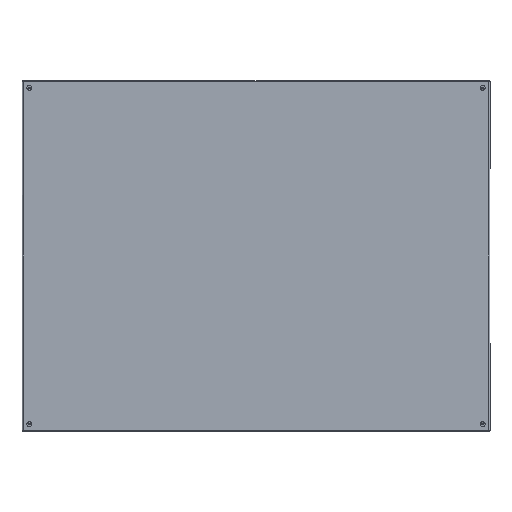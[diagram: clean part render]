
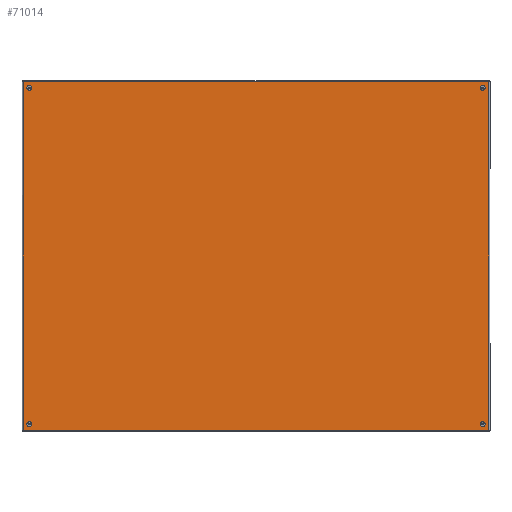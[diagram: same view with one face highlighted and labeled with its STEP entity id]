
A CAD part, left-side view. The second image highlights one B-rep face of the part: STEP entity #71014.
In plain terms, the highlighted face is planar.
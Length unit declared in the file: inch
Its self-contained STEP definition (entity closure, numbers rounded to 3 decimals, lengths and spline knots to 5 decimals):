
#923 = EDGE_CURVE ( 'NONE', #101591, #89390, #7361, .T. ) ;
#1756 = CARTESIAN_POINT ( 'NONE',  ( 17.892, 0., 23.892 ) ) ;
#4894 = CARTESIAN_POINT ( 'NONE',  ( 17.25, 0., -23.5 ) ) ;
#7211 = CARTESIAN_POINT ( 'NONE',  ( 17.25, 0., -23. ) ) ;
#7361 = CIRCLE ( 'NONE', #15404, 0.25 ) ;
#8318 = DIRECTION ( 'NONE',  ( -1., 0., 0. ) ) ;
#8398 = PLANE ( 'NONE',  #47753 ) ;
#9125 = EDGE_CURVE ( 'NONE', #84748, #55956, #89164, .T. ) ;
#15404 = AXIS2_PLACEMENT_3D ( 'NONE', #33857, #98747, #53642 ) ;
#16549 = DIRECTION ( 'NONE',  ( 0., 0., 1. ) ) ;
#17125 = EDGE_CURVE ( 'NONE', #20939, #115600, #64885, .T. ) ;
#17353 = CARTESIAN_POINT ( 'NONE',  ( 0., 0., 0. ) ) ;
#17445 = CARTESIAN_POINT ( 'NONE',  ( 17.25, 0., -23.25 ) ) ;
#17666 = EDGE_LOOP ( 'NONE', ( #113493, #61182, #97878, #34372 ) ) ;
#20171 = CARTESIAN_POINT ( 'NONE',  ( -17.25, 0., 23. ) ) ;
#20724 = LINE ( 'NONE', #84093, #54012 ) ;
#20939 = VERTEX_POINT ( 'NONE', #28931 ) ;
#21412 = ORIENTED_EDGE ( 'NONE', *, *, #94171, .T. ) ;
#21419 = FACE_BOUND ( 'NONE', #87054, .T. ) ;
#22054 = EDGE_LOOP ( 'NONE', ( #93257, #70936 ) ) ;
#22799 = FACE_BOUND ( 'NONE', #101647, .T. ) ;
#24329 = FACE_OUTER_BOUND ( 'NONE', #17666, .T. ) ;
#24662 = ORIENTED_EDGE ( 'NONE', *, *, #9125, .T. ) ;
#24742 = VERTEX_POINT ( 'NONE', #46417 ) ;
#25727 = ORIENTED_EDGE ( 'NONE', *, *, #97956, .T. ) ;
#27217 = CARTESIAN_POINT ( 'NONE',  ( -17.892, 0., 0. ) ) ;
#28742 = AXIS2_PLACEMENT_3D ( 'NONE', #42454, #42857, #16549 ) ;
#28931 = CARTESIAN_POINT ( 'NONE',  ( -17.892, 0., 23.892 ) ) ;
#29514 = EDGE_CURVE ( 'NONE', #46563, #95601, #20724, .T. ) ;
#30974 = CARTESIAN_POINT ( 'NONE',  ( 17.25, 0., 23.5 ) ) ;
#32852 = CIRCLE ( 'NONE', #49988, 0.25 ) ;
#33574 = EDGE_CURVE ( 'NONE', #89390, #101591, #104782, .T. ) ;
#33857 = CARTESIAN_POINT ( 'NONE',  ( -17.25, 0., -23.25 ) ) ;
#34372 = ORIENTED_EDGE ( 'NONE', *, *, #104983, .T. ) ;
#36450 = CARTESIAN_POINT ( 'NONE',  ( 17.25, 0., -23.25 ) ) ;
#36870 = DIRECTION ( 'NONE',  ( 0., -1., 0. ) ) ;
#41189 = CARTESIAN_POINT ( 'NONE',  ( 0., 0., 23.892 ) ) ;
#41568 = EDGE_CURVE ( 'NONE', #55956, #84748, #32852, .T. ) ;
#42454 = CARTESIAN_POINT ( 'NONE',  ( 17.25, 0., 23.25 ) ) ;
#42787 = DIRECTION ( 'NONE',  ( 0., -1., 0. ) ) ;
#42857 = DIRECTION ( 'NONE',  ( 0., -1., 0. ) ) ;
#43792 = VECTOR ( 'NONE', #110297, 39.37008 ) ;
#45265 = VERTEX_POINT ( 'NONE', #103543 ) ;
#46417 = CARTESIAN_POINT ( 'NONE',  ( -17.25, 0., 23.5 ) ) ;
#46563 = VERTEX_POINT ( 'NONE', #49250 ) ;
#47753 = AXIS2_PLACEMENT_3D ( 'NONE', #17353, #73256, #91912 ) ;
#49250 = CARTESIAN_POINT ( 'NONE',  ( 17.892, 0., -23.892 ) ) ;
#49695 = LINE ( 'NONE', #27217, #43792 ) ;
#49988 = AXIS2_PLACEMENT_3D ( 'NONE', #36450, #82627, #101314 ) ;
#50727 = VERTEX_POINT ( 'NONE', #20171 ) ;
#51293 = CIRCLE ( 'NONE', #86261, 0.25 ) ;
#52454 = CARTESIAN_POINT ( 'NONE',  ( 17.25, 0., 23.25 ) ) ;
#53642 = DIRECTION ( 'NONE',  ( 0., 0., 1. ) ) ;
#54012 = VECTOR ( 'NONE', #8318, 39.37008 ) ;
#55956 = VERTEX_POINT ( 'NONE', #4894 ) ;
#56788 = EDGE_CURVE ( 'NONE', #50727, #24742, #83142, .T. ) ;
#60194 = DIRECTION ( 'NONE',  ( 1., 0., 0. ) ) ;
#61182 = ORIENTED_EDGE ( 'NONE', *, *, #97869, .T. ) ;
#64793 = DIRECTION ( 'NONE',  ( 0., 0., 1. ) ) ;
#64885 = LINE ( 'NONE', #41189, #120134 ) ;
#67332 = ORIENTED_EDGE ( 'NONE', *, *, #41568, .T. ) ;
#70310 = CARTESIAN_POINT ( 'NONE',  ( -17.25, 0., 23.25 ) ) ;
#70341 = DIRECTION ( 'NONE',  ( 0., 0., 1. ) ) ;
#70825 = DIRECTION ( 'NONE',  ( 0., -1., 0. ) ) ;
#70936 = ORIENTED_EDGE ( 'NONE', *, *, #923, .T. ) ;
#71014 = ADVANCED_FACE ( 'NONE', ( #24329, #21419, #22799, #118563, #93887 ), #8398, .T. ) ;
#72022 = DIRECTION ( 'NONE',  ( 0., 0., 1. ) ) ;
#73256 = DIRECTION ( 'NONE',  ( 0., 1., 0. ) ) ;
#75113 = VERTEX_POINT ( 'NONE', #30974 ) ;
#77594 = CIRCLE ( 'NONE', #28742, 0.25 ) ;
#79645 = DIRECTION ( 'NONE',  ( 0., 0., -1. ) ) ;
#82627 = DIRECTION ( 'NONE',  ( 0., -1., 0. ) ) ;
#83142 = CIRCLE ( 'NONE', #93665, 0.25 ) ;
#84093 = CARTESIAN_POINT ( 'NONE',  ( 0., 0., -23.892 ) ) ;
#84700 = EDGE_CURVE ( 'NONE', #75113, #45265, #77594, .T. ) ;
#84748 = VERTEX_POINT ( 'NONE', #7211 ) ;
#86261 = AXIS2_PLACEMENT_3D ( 'NONE', #52454, #42787, #70341 ) ;
#87054 = EDGE_LOOP ( 'NONE', ( #113795, #25727 ) ) ;
#88326 = CIRCLE ( 'NONE', #118428, 0.25 ) ;
#89164 = CIRCLE ( 'NONE', #107089, 0.25 ) ;
#89390 = VERTEX_POINT ( 'NONE', #98977 ) ;
#91912 = DIRECTION ( 'NONE',  ( 0., 0., 1. ) ) ;
#93099 = EDGE_LOOP ( 'NONE', ( #21412, #101167 ) ) ;
#93257 = ORIENTED_EDGE ( 'NONE', *, *, #33574, .T. ) ;
#93665 = AXIS2_PLACEMENT_3D ( 'NONE', #109338, #70825, #72022 ) ;
#93887 = FACE_BOUND ( 'NONE', #22054, .T. ) ;
#94171 = EDGE_CURVE ( 'NONE', #24742, #50727, #88326, .T. ) ;
#95601 = VERTEX_POINT ( 'NONE', #114241 ) ;
#95958 = CARTESIAN_POINT ( 'NONE',  ( 17.892, 0., 0. ) ) ;
#96222 = AXIS2_PLACEMENT_3D ( 'NONE', #105292, #97588, #114638 ) ;
#97588 = DIRECTION ( 'NONE',  ( 0., -1., 0. ) ) ;
#97869 = EDGE_CURVE ( 'NONE', #115600, #46563, #110832, .T. ) ;
#97878 = ORIENTED_EDGE ( 'NONE', *, *, #29514, .T. ) ;
#97956 = EDGE_CURVE ( 'NONE', #45265, #75113, #51293, .T. ) ;
#98747 = DIRECTION ( 'NONE',  ( 0., -1., 0. ) ) ;
#98977 = CARTESIAN_POINT ( 'NONE',  ( -17.25, 0., -23. ) ) ;
#100165 = CARTESIAN_POINT ( 'NONE',  ( -17.25, 0., -23.5 ) ) ;
#101167 = ORIENTED_EDGE ( 'NONE', *, *, #56788, .T. ) ;
#101314 = DIRECTION ( 'NONE',  ( 0., 0., 1. ) ) ;
#101591 = VERTEX_POINT ( 'NONE', #100165 ) ;
#101647 = EDGE_LOOP ( 'NONE', ( #24662, #67332 ) ) ;
#103543 = CARTESIAN_POINT ( 'NONE',  ( 17.25, 0., 23. ) ) ;
#104782 = CIRCLE ( 'NONE', #96222, 0.25 ) ;
#104983 = EDGE_CURVE ( 'NONE', #95601, #20939, #49695, .T. ) ;
#105292 = CARTESIAN_POINT ( 'NONE',  ( -17.25, 0., -23.25 ) ) ;
#106479 = VECTOR ( 'NONE', #79645, 39.37008 ) ;
#107089 = AXIS2_PLACEMENT_3D ( 'NONE', #17445, #36870, #64793 ) ;
#107214 = DIRECTION ( 'NONE',  ( 0., -1., 0. ) ) ;
#108426 = DIRECTION ( 'NONE',  ( 0., 0., 1. ) ) ;
#109338 = CARTESIAN_POINT ( 'NONE',  ( -17.25, 0., 23.25 ) ) ;
#110297 = DIRECTION ( 'NONE',  ( 0., 0., 1. ) ) ;
#110832 = LINE ( 'NONE', #95958, #106479 ) ;
#113493 = ORIENTED_EDGE ( 'NONE', *, *, #17125, .T. ) ;
#113795 = ORIENTED_EDGE ( 'NONE', *, *, #84700, .T. ) ;
#114241 = CARTESIAN_POINT ( 'NONE',  ( -17.892, 0., -23.892 ) ) ;
#114638 = DIRECTION ( 'NONE',  ( 0., 0., 1. ) ) ;
#115600 = VERTEX_POINT ( 'NONE', #1756 ) ;
#118428 = AXIS2_PLACEMENT_3D ( 'NONE', #70310, #107214, #108426 ) ;
#118563 = FACE_BOUND ( 'NONE', #93099, .T. ) ;
#120134 = VECTOR ( 'NONE', #60194, 39.37008 ) ;
